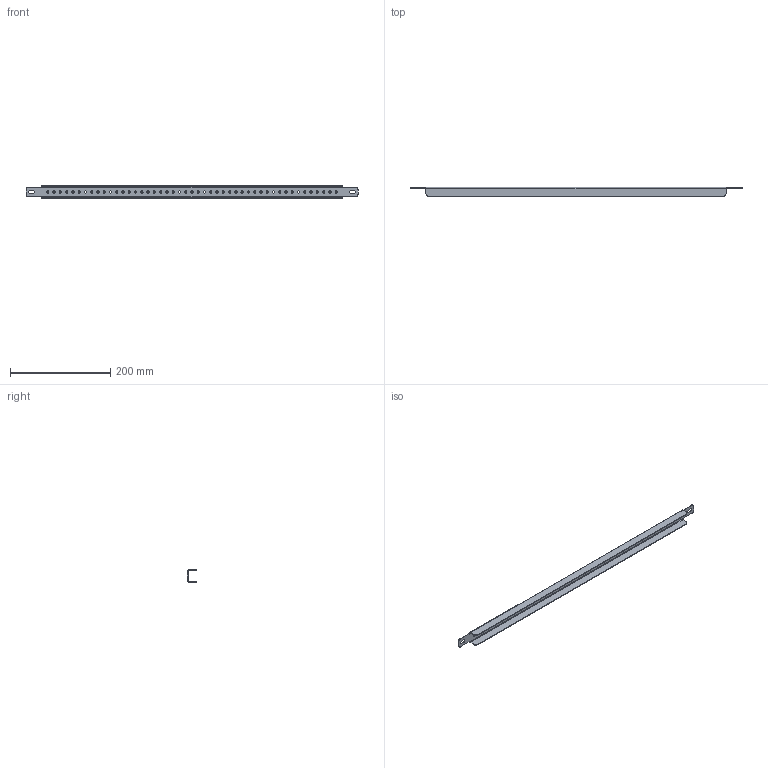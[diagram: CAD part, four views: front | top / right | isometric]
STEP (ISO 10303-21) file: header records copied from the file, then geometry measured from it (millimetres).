
FILE_DESCRIPTION (( 'STEP AP214' ), '1' );
FILE_NAME ('997.173.STEP', '2024-08-23T10:14:49', ( '' ), ( '' ), 'SwSTEP 2.0', 'SolidWorks 2021', '' );
FILE_SCHEMA (( 'AUTOMOTIVE_DESIGN' ));
Length unit declared in the file: millimetre
Products named in the file (1): 997.173
Bounding box: 662 x 18 x 25 mm (x, y, z)
Volume: 50731.5 mm3; surface area: 70872.9 mm2
Topology: 1 solids, 1 shells, 134 faces, 384 edges, 252 vertices
Faces by surface type: cylinder 110, plane 24
Entity records: 4722 total; most frequent: DIRECTION 874, CARTESIAN_POINT 771, ORIENTED_EDGE 768, EDGE_CURVE 384, AXIS2_PLACEMENT_3D 355, VERTEX_POINT 252, EDGE_LOOP 232, CIRCLE 220
